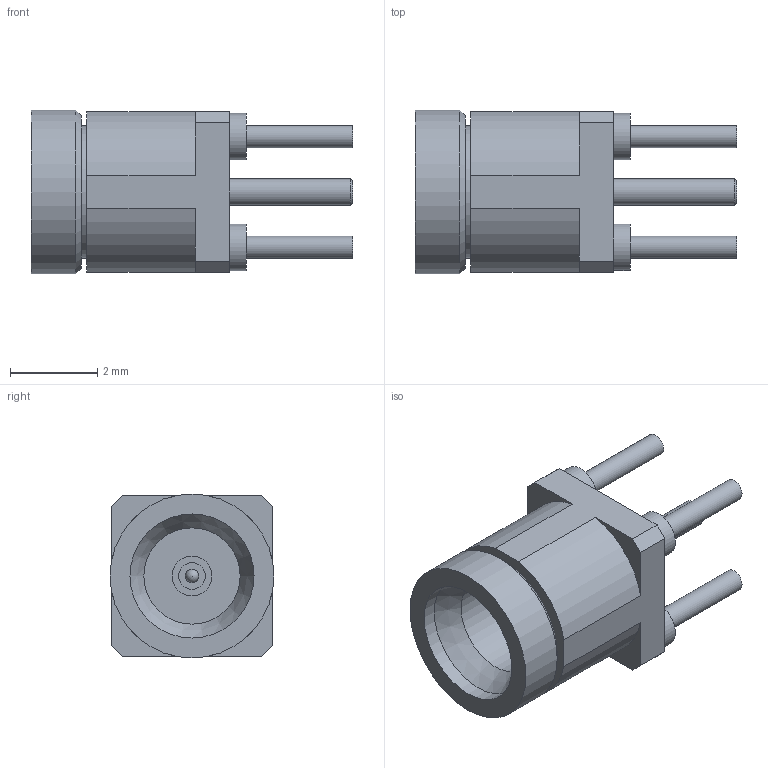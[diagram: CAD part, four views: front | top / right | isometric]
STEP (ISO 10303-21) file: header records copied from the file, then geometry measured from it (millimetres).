
FILE_DESCRIPTION(/* description */ ('STEP AP214'),/* implementation_level */ '2;1');
FILE_NAME(/* name */ 'SMPM-PS-P-HG-ST-TH-1',/* time_stamp */ '2023-05-17T22:06:18+02:00',/* author */ ('License CC BY-ND 4.0'),/* organization */ ('CADENAS'),/* preprocessor_version */ 'ST-DEVELOPER v19.3',/* originating_system */ 'PARTsolutions',/* authorisation */ ' ');
FILE_SCHEMA (('AUTOMOTIVE_DESIGN {1 0 10303 214 3 1 1}'));
Length unit declared in the file: inch
Products named in the file (1): SMPM-PS-P-HG-ST-TH-1
Bounding box: 7.37 x 3.76 x 3.76 mm (x, y, z)
Volume: 45.7 mm3; surface area: 134.1 mm2
Topology: 1 solids, 1 shells, 54 faces, 108 edges, 71 vertices
Faces by surface type: plane 29, cylinder 21, cone 3, sphere 1
Full cylindrical faces by diameter (mm): 0.305 x1, 0.508 x4, 0.61 x2, 0.914 x1, 1.067 x4, 1.219 x1, 2.21 x1, 2.845 x1, 3.048 x1, 3.759 x1
Entity records: 1312 total; most frequent: DIRECTION 238, CARTESIAN_POINT 207, ORIENTED_EDGE 168, AXIS2_PLACEMENT_3D 99, EDGE_LOOP 90, FACE_BOUND 90, EDGE_CURVE 84, VERTEX_POINT 68
